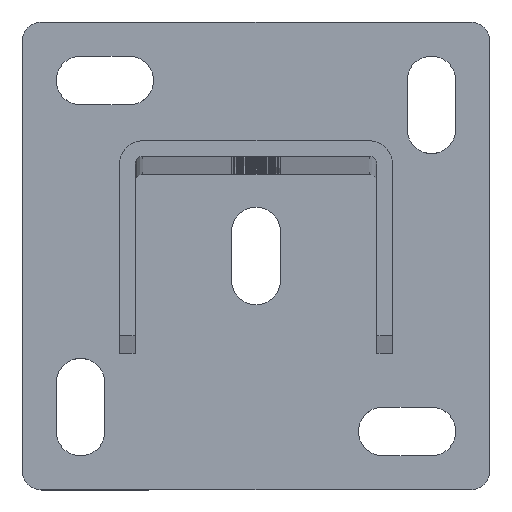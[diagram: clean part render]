
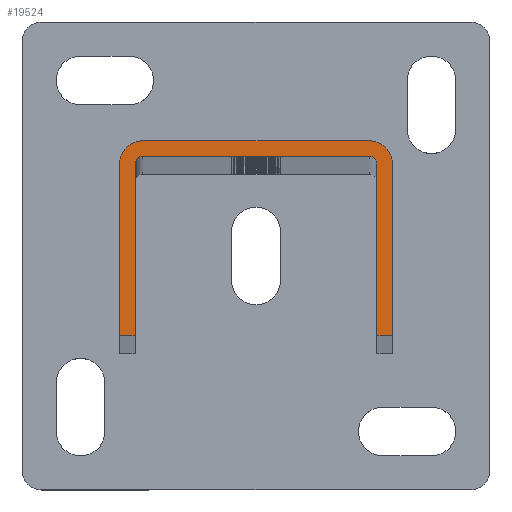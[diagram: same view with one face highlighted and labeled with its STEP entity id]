
A CAD part, top view. The second image highlights one B-rep face of the part: STEP entity #19524.
In plain terms, the highlighted planar face has unit normal (0, 0, 1).
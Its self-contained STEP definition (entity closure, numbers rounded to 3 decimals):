
#360 = VECTOR ( 'NONE', #19300, 1000. ) ;
#574 = DIRECTION ( 'NONE',  ( 0., 0., -1. ) ) ;
#713 = DIRECTION ( 'NONE',  ( 1., 0., 0. ) ) ;
#1827 = CIRCLE ( 'NONE', #13479, 6. ) ;
#2322 = VECTOR ( 'NONE', #16150, 1000. ) ;
#2375 = CARTESIAN_POINT ( 'NONE',  ( -29., 25., 2608. ) ) ;
#2857 = DIRECTION ( 'NONE',  ( 1., 0., 0. ) ) ;
#3394 = CARTESIAN_POINT ( 'NONE',  ( 35., 19., 2608. ) ) ;
#3459 = CARTESIAN_POINT ( 'NONE',  ( 29., 19., 2608. ) ) ;
#3521 = VECTOR ( 'NONE', #15228, 1000. ) ;
#3593 = DIRECTION ( 'NONE',  ( -1., 0., 0. ) ) ;
#4148 = CARTESIAN_POINT ( 'NONE',  ( 29., 19., 2608. ) ) ;
#4300 = DIRECTION ( 'NONE',  ( 0., 0., -1. ) ) ;
#5315 = CARTESIAN_POINT ( 'NONE',  ( -31., -25., 2608. ) ) ;
#5616 = DIRECTION ( 'NONE',  ( 0., 0., -1. ) ) ;
#5676 = VECTOR ( 'NONE', #25870, 1000. ) ;
#5924 = VECTOR ( 'NONE', #20455, 1000. ) ;
#6009 = VECTOR ( 'NONE', #10125, 1000. ) ;
#6031 = CARTESIAN_POINT ( 'NONE',  ( -31., 19., 2608. ) ) ;
#6253 = DIRECTION ( 'NONE',  ( 0., 1., 0. ) ) ;
#7784 = VERTEX_POINT ( 'NONE', #26511 ) ;
#7844 = ORIENTED_EDGE ( 'NONE', *, *, #23743, .T. ) ;
#8004 = VERTEX_POINT ( 'NONE', #25630 ) ;
#8149 = EDGE_CURVE ( 'NONE', #25467, #24570, #17358, .T. ) ;
#8281 = EDGE_CURVE ( 'NONE', #8682, #28488, #22037, .T. ) ;
#8502 = EDGE_LOOP ( 'NONE', ( #28253, #13949, #26684, #24088, #9183, #9959, #28300, #13520, #21319, #15751, #7844, #17192 ) ) ;
#8590 = EDGE_CURVE ( 'NONE', #16800, #7784, #20613, .T. ) ;
#8682 = VERTEX_POINT ( 'NONE', #6031 ) ;
#8702 = EDGE_CURVE ( 'NONE', #24570, #20011, #19227, .T. ) ;
#9137 = LINE ( 'NONE', #20341, #2322 ) ;
#9183 = ORIENTED_EDGE ( 'NONE', *, *, #28551, .F. ) ;
#9282 = VERTEX_POINT ( 'NONE', #11121 ) ;
#9384 = CARTESIAN_POINT ( 'NONE',  ( 29., 25., 2608. ) ) ;
#9655 = VERTEX_POINT ( 'NONE', #27098 ) ;
#9959 = ORIENTED_EDGE ( 'NONE', *, *, #8702, .F. ) ;
#10125 = DIRECTION ( 'NONE',  ( -1., 0., 0. ) ) ;
#10346 = CARTESIAN_POINT ( 'NONE',  ( -35., 19., 2608. ) ) ;
#10361 = AXIS2_PLACEMENT_3D ( 'NONE', #25423, #16014, #2857 ) ;
#11007 = DIRECTION ( 'NONE',  ( -1., 0., 0. ) ) ;
#11121 = CARTESIAN_POINT ( 'NONE',  ( 35., 19., 2608. ) ) ;
#11554 = LINE ( 'NONE', #24676, #5924 ) ;
#12008 = EDGE_CURVE ( 'NONE', #27191, #25467, #11554, .T. ) ;
#12145 = EDGE_CURVE ( 'NONE', #9282, #9655, #21460, .T. ) ;
#12206 = LINE ( 'NONE', #12481, #5676 ) ;
#12481 = CARTESIAN_POINT ( 'NONE',  ( 31., 19., 2608. ) ) ;
#12751 = VECTOR ( 'NONE', #6253, 1000. ) ;
#13108 = VECTOR ( 'NONE', #24457, 1000. ) ;
#13479 = AXIS2_PLACEMENT_3D ( 'NONE', #4148, #4300, #11007 ) ;
#13520 = ORIENTED_EDGE ( 'NONE', *, *, #12008, .F. ) ;
#13949 = ORIENTED_EDGE ( 'NONE', *, *, #22210, .F. ) ;
#14002 = EDGE_CURVE ( 'NONE', #27191, #8682, #9137, .T. ) ;
#14659 = CARTESIAN_POINT ( 'NONE',  ( -35., -25., 2608. ) ) ;
#15228 = DIRECTION ( 'NONE',  ( 1., 0., 0. ) ) ;
#15611 = CARTESIAN_POINT ( 'NONE',  ( -29., 21., 2608. ) ) ;
#15751 = ORIENTED_EDGE ( 'NONE', *, *, #8281, .T. ) ;
#16014 = DIRECTION ( 'NONE',  ( 0., 0., -1. ) ) ;
#16150 = DIRECTION ( 'NONE',  ( 0., 1., 0. ) ) ;
#16615 = FACE_OUTER_BOUND ( 'NONE', #8502, .T. ) ;
#16800 = VERTEX_POINT ( 'NONE', #19690 ) ;
#16828 = CARTESIAN_POINT ( 'NONE',  ( -29., 25., 2608. ) ) ;
#16862 = CARTESIAN_POINT ( 'NONE',  ( -29., 21., 2608. ) ) ;
#17020 = DIRECTION ( 'NONE',  ( -1., 0., 0. ) ) ;
#17192 = ORIENTED_EDGE ( 'NONE', *, *, #8590, .T. ) ;
#17358 = LINE ( 'NONE', #26203, #12751 ) ;
#17787 = LINE ( 'NONE', #15611, #13108 ) ;
#19055 = DIRECTION ( 'NONE',  ( 0., 0., -1. ) ) ;
#19212 = PLANE ( 'NONE',  #27061 ) ;
#19227 = CIRCLE ( 'NONE', #28515, 6. ) ;
#19300 = DIRECTION ( 'NONE',  ( 0., -1., 0. ) ) ;
#19524 = ADVANCED_FACE ( 'NONE', ( #16615 ), #19212, .F. ) ;
#19536 = EDGE_CURVE ( 'NONE', #7784, #8004, #12206, .T. ) ;
#19690 = CARTESIAN_POINT ( 'NONE',  ( 29., 21., 2608. ) ) ;
#20011 = VERTEX_POINT ( 'NONE', #16828 ) ;
#20341 = CARTESIAN_POINT ( 'NONE',  ( -31., -25., 2608. ) ) ;
#20455 = DIRECTION ( 'NONE',  ( -1., 0., 0. ) ) ;
#20613 = CIRCLE ( 'NONE', #10361, 2. ) ;
#21215 = CARTESIAN_POINT ( 'NONE',  ( -29., 19., 2608. ) ) ;
#21319 = ORIENTED_EDGE ( 'NONE', *, *, #14002, .T. ) ;
#21460 = LINE ( 'NONE', #3394, #360 ) ;
#21947 = EDGE_CURVE ( 'NONE', #25787, #9282, #1827, .T. ) ;
#22037 = CIRCLE ( 'NONE', #26681, 2. ) ;
#22210 = EDGE_CURVE ( 'NONE', #9655, #8004, #23209, .T. ) ;
#22331 = LINE ( 'NONE', #2375, #3521 ) ;
#23121 = CARTESIAN_POINT ( 'NONE',  ( -29., 19., 2608. ) ) ;
#23209 = LINE ( 'NONE', #23643, #6009 ) ;
#23643 = CARTESIAN_POINT ( 'NONE',  ( 35., -25., 2608. ) ) ;
#23743 = EDGE_CURVE ( 'NONE', #28488, #16800, #17787, .T. ) ;
#24088 = ORIENTED_EDGE ( 'NONE', *, *, #21947, .F. ) ;
#24457 = DIRECTION ( 'NONE',  ( 1., 0., 0. ) ) ;
#24570 = VERTEX_POINT ( 'NONE', #10346 ) ;
#24676 = CARTESIAN_POINT ( 'NONE',  ( -31., -25., 2608. ) ) ;
#25423 = CARTESIAN_POINT ( 'NONE',  ( 29., 19., 2608. ) ) ;
#25467 = VERTEX_POINT ( 'NONE', #14659 ) ;
#25630 = CARTESIAN_POINT ( 'NONE',  ( 31., -25., 2608. ) ) ;
#25787 = VERTEX_POINT ( 'NONE', #9384 ) ;
#25870 = DIRECTION ( 'NONE',  ( 0., -1., 0. ) ) ;
#26203 = CARTESIAN_POINT ( 'NONE',  ( -35., -25., 2608. ) ) ;
#26511 = CARTESIAN_POINT ( 'NONE',  ( 31., 19., 2608. ) ) ;
#26681 = AXIS2_PLACEMENT_3D ( 'NONE', #23121, #574, #713 ) ;
#26684 = ORIENTED_EDGE ( 'NONE', *, *, #12145, .F. ) ;
#27061 = AXIS2_PLACEMENT_3D ( 'NONE', #3459, #19055, #3593 ) ;
#27098 = CARTESIAN_POINT ( 'NONE',  ( 35., -25., 2608. ) ) ;
#27191 = VERTEX_POINT ( 'NONE', #5315 ) ;
#28253 = ORIENTED_EDGE ( 'NONE', *, *, #19536, .T. ) ;
#28300 = ORIENTED_EDGE ( 'NONE', *, *, #8149, .F. ) ;
#28488 = VERTEX_POINT ( 'NONE', #16862 ) ;
#28515 = AXIS2_PLACEMENT_3D ( 'NONE', #21215, #5616, #17020 ) ;
#28551 = EDGE_CURVE ( 'NONE', #20011, #25787, #22331, .T. ) ;
